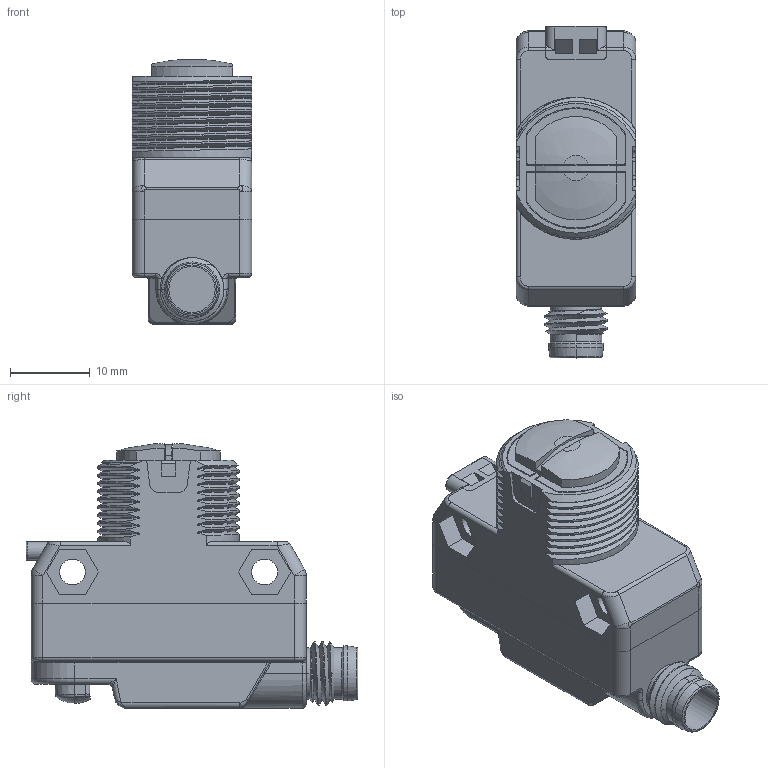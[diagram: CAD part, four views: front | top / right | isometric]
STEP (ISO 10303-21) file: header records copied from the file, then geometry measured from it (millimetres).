
FILE_DESCRIPTION((''),'2;1');
FILE_NAME('200053_ASM','2017-04-20T',('pdmadmin'),('BANNER ENGINEERING'),'CREO PARAMETRIC BY PTC INC, 2016260','CREO PARAMETRIC BY PTC INC, 2016260','');
FILE_SCHEMA(('CONFIG_CONTROL_DESIGN'));
Products named in the file (19): 114101; 114096_GENERIC; 114110_ASM; 61505; 61606_ASM; 111641_GENERIC; 123556_BUTTON; 123558_ASM; 130017_1_AF0; 130017_2_AF0; 130017_3_AF0; 130017_3_AF1; 130017_3_AF2; 130017_3_AF3; 130017_AF0_ASM; 194703_AF1_ASM; 194711_AF0_ASM; 2000XX_SIMPLIFY_QD_FILLER; 200053_ASM
Assembly tree (19 placements, depth 5):
  200053_ASM
    61606_ASM
      114110_ASM
        114101
        114096_GENERIC
      61505  x2
    194711_AF0_ASM
      123558_ASM
        111641_GENERIC
        123556_BUTTON
      194703_AF1_ASM
        130017_AF0_ASM
          130017_1_AF0
          130017_2_AF0
          130017_3_AF0
          130017_3_AF1
          130017_3_AF2
          130017_3_AF3
    2000XX_SIMPLIFY_QD_FILLER
Bounding box: 15 x 41.61 x 33.2 mm (x, y, z)
Volume: 6761.6 mm3; surface area: 9924.4 mm2
Topology: 13 solids, 14 shells, 1161 faces, 2909 edges, 1813 vertices
Faces by surface type: plane 460, cylinder 396, bspline 141, cone 78, torus 67, sphere 13, revolution 6
Entity records: 53874 total; most frequent: CARTESIAN_POINT 26959, ORIENTED_EDGE 5664, DIRECTION 5389, EDGE_CURVE 2835, AXIS2_PLACEMENT_3D 1930, VERTEX_POINT 1768, VECTOR 1526, LINE 1526
